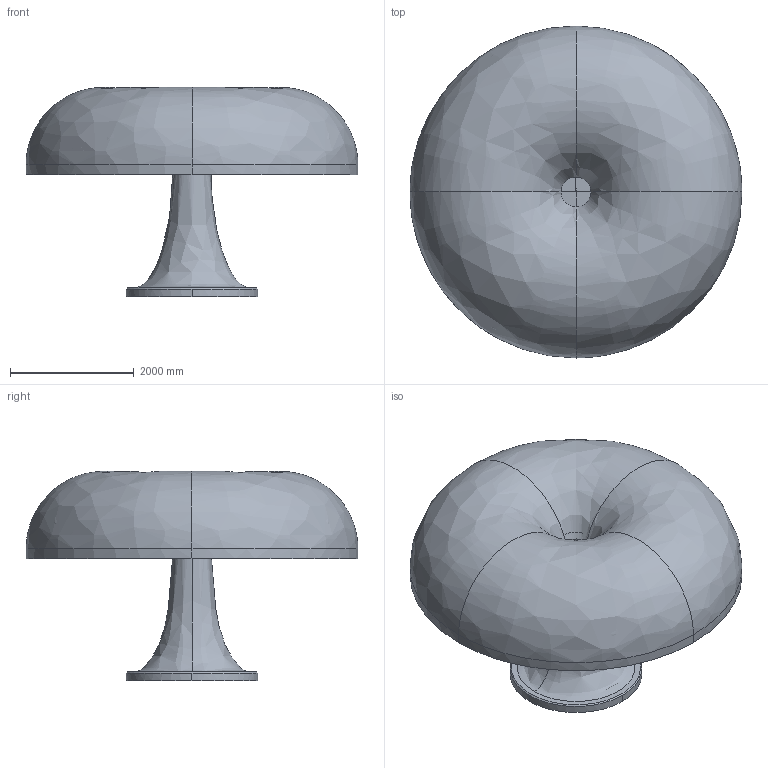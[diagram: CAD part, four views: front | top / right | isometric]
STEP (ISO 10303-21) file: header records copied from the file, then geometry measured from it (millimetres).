
FILE_DESCRIPTION(/* description */ (''),/* implementation_level */ '2;1');
FILE_NAME(/* name */ 'Nesso_3D b',/* time_stamp */ '2011-11-14T14:56:20+01:00',/* author */ (''),/* organization */ (''),/* preprocessor_version */ 'ST-DEVELOPER v10',/* originating_system */ '',/* authorisation */ '');
FILE_SCHEMA (('CONFIG_CONTROL_DESIGN'));
Length unit declared in the file: centimetre
Products named in the file (1): 1
Bounding box: 5359.96 x 5359.96 x 3378.21 mm (x, y, z)
Volume: 3581328261.1 mm3; surface area: 95356209.2 mm2
Topology: 9 solids, 9 shells, 86 faces, 200 edges, 86 vertices
Faces by surface type: bspline 74, plane 12
Entity records: 2958 total; most frequent: CARTESIAN_POINT 1988, ORIENTED_EDGE 304, EDGE_CURVE 152, EDGE_LOOP 88, ADVANCED_FACE 86, FACE_OUTER_BOUND 86, VERTEX_POINT 86, B_SPLINE_CURVE_WITH_KNOTS 22
